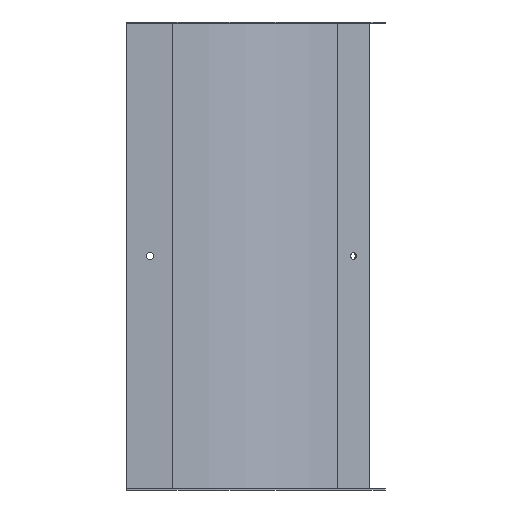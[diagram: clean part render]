
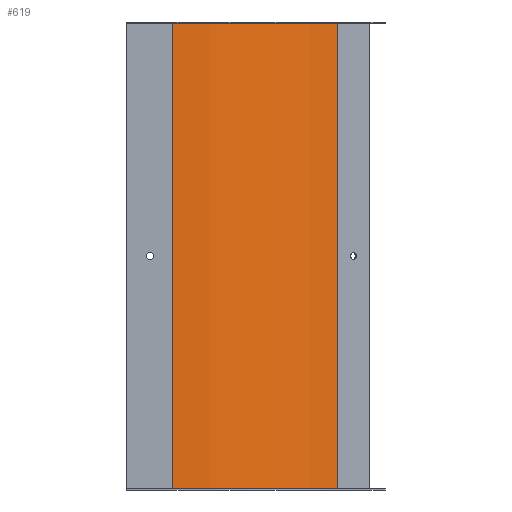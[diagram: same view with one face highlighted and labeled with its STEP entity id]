
A CAD part, front view. The second image highlights one B-rep face of the part: STEP entity #619.
In plain terms, the highlighted cylindrical face has radius 150 mm (diameter 300 mm), a partial arc.
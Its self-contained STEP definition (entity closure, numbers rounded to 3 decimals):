
#1 = CARTESIAN_POINT ( 'NONE',  ( 29.792, 14., 0. ) ) ;
#25 = CARTESIAN_POINT ( 'NONE',  ( 135.858, 57.934, -300.4 ) ) ;
#42 = CARTESIAN_POINT ( 'NONE',  ( 135.858, 57.934, 0. ) ) ;
#74 = CARTESIAN_POINT ( 'NONE',  ( 29.792, 14., -300.4 ) ) ;
#75 = CARTESIAN_POINT ( 'NONE',  ( 29.792, 164., -301.2 ) ) ;
#80 = DIRECTION ( 'NONE',  ( 0., 0., 1. ) ) ;
#97 = DIRECTION ( 'NONE',  ( 1., 0., 0. ) ) ;
#139 = ORIENTED_EDGE ( 'NONE', *, *, #555, .T. ) ;
#152 = VERTEX_POINT ( 'NONE', #25 ) ;
#154 = ORIENTED_EDGE ( 'NONE', *, *, #560, .T. ) ;
#195 = VERTEX_POINT ( 'NONE', #1 ) ;
#199 = VERTEX_POINT ( 'NONE', #74 ) ;
#201 = VERTEX_POINT ( 'NONE', #42 ) ;
#221 = EDGE_LOOP ( 'NONE', ( #240, #243, #139, #154 ) ) ;
#240 = ORIENTED_EDGE ( 'NONE', *, *, #558, .F. ) ;
#243 = ORIENTED_EDGE ( 'NONE', *, *, #559, .F. ) ;
#284 = CIRCLE ( 'NONE', #480, 150. ) ;
#300 = VECTOR ( 'NONE', #682, 1000. ) ;
#359 = LINE ( 'NONE', #708, #300 ) ;
#383 = LINE ( 'NONE', #694, #387 ) ;
#385 = CIRCLE ( 'NONE', #481, 150. ) ;
#387 = VECTOR ( 'NONE', #693, 1000. ) ;
#396 = CYLINDRICAL_SURFACE ( 'NONE', #524, 150. ) ;
#402 = FACE_OUTER_BOUND ( 'NONE', #221, .T. ) ;
#480 = AXIS2_PLACEMENT_3D ( 'NONE', #673, #672, #671 ) ;
#481 = AXIS2_PLACEMENT_3D ( 'NONE', #680, #679, #677 ) ;
#524 = AXIS2_PLACEMENT_3D ( 'NONE', #75, #80, #97 ) ;
#555 = EDGE_CURVE ( 'NONE', #152, #201, #383, .T. ) ;
#558 = EDGE_CURVE ( 'NONE', #199, #195, #359, .T. ) ;
#559 = EDGE_CURVE ( 'NONE', #152, #199, #385, .T. ) ;
#560 = EDGE_CURVE ( 'NONE', #201, #195, #284, .T. ) ;
#619 = ADVANCED_FACE ( 'NONE', ( #402 ), #396, .T. ) ;
#671 = DIRECTION ( 'NONE',  ( 1., 0., 0. ) ) ;
#672 = DIRECTION ( 'NONE',  ( 0., 0., -1. ) ) ;
#673 = CARTESIAN_POINT ( 'NONE',  ( 29.792, 164., 0. ) ) ;
#677 = DIRECTION ( 'NONE',  ( 1., 0., 0. ) ) ;
#679 = DIRECTION ( 'NONE',  ( 0., 0., -1. ) ) ;
#680 = CARTESIAN_POINT ( 'NONE',  ( 29.792, 164., -300.4 ) ) ;
#682 = DIRECTION ( 'NONE',  ( 0., 0., 1. ) ) ;
#693 = DIRECTION ( 'NONE',  ( 0., 0., 1. ) ) ;
#694 = CARTESIAN_POINT ( 'NONE',  ( 135.858, 57.934, -301.2 ) ) ;
#708 = CARTESIAN_POINT ( 'NONE',  ( 29.792, 14., -301.2 ) ) ;
